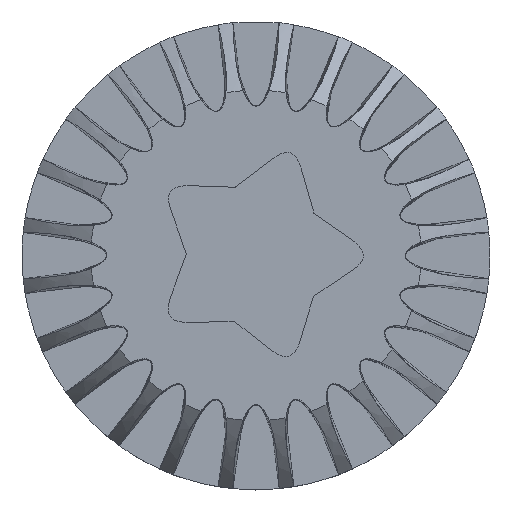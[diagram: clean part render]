
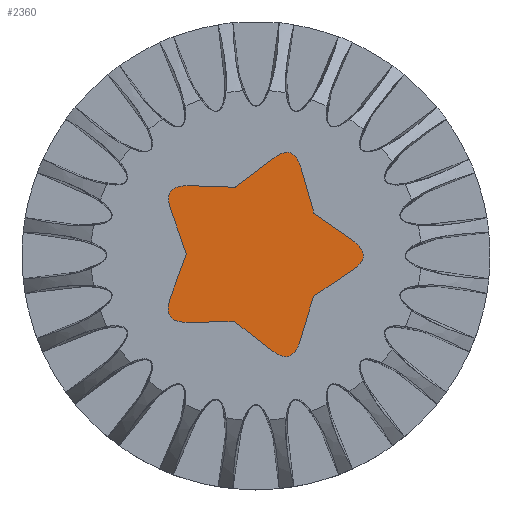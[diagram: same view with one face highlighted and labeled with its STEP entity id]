
A CAD part, top view. The second image highlights one B-rep face of the part: STEP entity #2360.
In plain terms, the highlighted planar face has unit normal (0, 0, 1).
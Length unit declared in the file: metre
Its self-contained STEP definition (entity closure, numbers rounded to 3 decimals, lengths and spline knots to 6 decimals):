
#193=B_SPLINE_CURVE_WITH_KNOTS('',2,(#4476,#4477,#4478),.UNSPECIFIED.,.F.,
 .F.,(3,3),(0.,1.),.PIECEWISE_BEZIER_KNOTS.);
#195=B_SPLINE_CURVE_WITH_KNOTS('',2,(#4511,#4512,#4513),.UNSPECIFIED.,.F.,
 .F.,(3,3),(0.,1.),.PIECEWISE_BEZIER_KNOTS.);
#197=B_SPLINE_CURVE_WITH_KNOTS('',2,(#4546,#4547,#4548),.UNSPECIFIED.,.F.,
 .F.,(3,3),(0.,1.),.PIECEWISE_BEZIER_KNOTS.);
#199=B_SPLINE_CURVE_WITH_KNOTS('',2,(#4581,#4582,#4583),.UNSPECIFIED.,.F.,
 .F.,(3,3),(0.,1.),.PIECEWISE_BEZIER_KNOTS.);
#201=B_SPLINE_CURVE_WITH_KNOTS('',2,(#4616,#4617,#4618),.UNSPECIFIED.,.F.,
 .F.,(3,3),(0.,1.),.PIECEWISE_BEZIER_KNOTS.);
#304=LINE('',#4461,#442);
#308=LINE('',#4484,#446);
#312=LINE('',#4496,#450);
#316=LINE('',#4519,#454);
#320=LINE('',#4531,#458);
#324=LINE('',#4554,#462);
#328=LINE('',#4566,#466);
#332=LINE('',#4589,#470);
#336=LINE('',#4601,#474);
#339=LINE('',#4621,#477);
#442=VECTOR('',#3198,1.);
#446=VECTOR('',#3204,1.);
#450=VECTOR('',#3216,1.);
#454=VECTOR('',#3222,1.);
#458=VECTOR('',#3234,1.);
#462=VECTOR('',#3240,1.);
#466=VECTOR('',#3252,1.);
#470=VECTOR('',#3258,1.);
#474=VECTOR('',#3270,1.);
#477=VECTOR('',#3275,1.);
#1158=ORIENTED_EDGE('',*,*,#1555,.T.);
#1159=ORIENTED_EDGE('',*,*,#1557,.T.);
#1160=ORIENTED_EDGE('',*,*,#1501,.F.);
#1161=ORIENTED_EDGE('',*,*,#1504,.T.);
#1162=ORIENTED_EDGE('',*,*,#1507,.T.);
#1163=ORIENTED_EDGE('',*,*,#1510,.T.);
#1164=ORIENTED_EDGE('',*,*,#1513,.F.);
#1165=ORIENTED_EDGE('',*,*,#1516,.T.);
#1166=ORIENTED_EDGE('',*,*,#1519,.F.);
#1167=ORIENTED_EDGE('',*,*,#1522,.T.);
#1168=ORIENTED_EDGE('',*,*,#1525,.F.);
#1169=ORIENTED_EDGE('',*,*,#1528,.T.);
#1170=ORIENTED_EDGE('',*,*,#1531,.F.);
#1171=ORIENTED_EDGE('',*,*,#1534,.T.);
#1172=ORIENTED_EDGE('',*,*,#1537,.F.);
#1173=ORIENTED_EDGE('',*,*,#1540,.T.);
#1174=ORIENTED_EDGE('',*,*,#1543,.T.);
#1175=ORIENTED_EDGE('',*,*,#1546,.T.);
#1176=ORIENTED_EDGE('',*,*,#1549,.F.);
#1177=ORIENTED_EDGE('',*,*,#1552,.T.);
#1501=EDGE_CURVE('',#1759,#1757,#1893,.T.);
#1504=EDGE_CURVE('',#1759,#1761,#304,.T.);
#1507=EDGE_CURVE('',#1761,#1763,#193,.T.);
#1510=EDGE_CURVE('',#1763,#1765,#308,.T.);
#1513=EDGE_CURVE('',#1767,#1765,#1895,.T.);
#1516=EDGE_CURVE('',#1767,#1769,#312,.T.);
#1519=EDGE_CURVE('',#1771,#1769,#195,.T.);
#1522=EDGE_CURVE('',#1771,#1773,#316,.T.);
#1525=EDGE_CURVE('',#1775,#1773,#1897,.T.);
#1528=EDGE_CURVE('',#1775,#1777,#320,.T.);
#1531=EDGE_CURVE('',#1779,#1777,#197,.T.);
#1534=EDGE_CURVE('',#1779,#1781,#324,.T.);
#1537=EDGE_CURVE('',#1783,#1781,#1899,.T.);
#1540=EDGE_CURVE('',#1783,#1785,#328,.T.);
#1543=EDGE_CURVE('',#1785,#1787,#199,.T.);
#1546=EDGE_CURVE('',#1787,#1789,#332,.T.);
#1549=EDGE_CURVE('',#1791,#1789,#1901,.T.);
#1552=EDGE_CURVE('',#1791,#1793,#336,.T.);
#1555=EDGE_CURVE('',#1793,#1795,#201,.T.);
#1557=EDGE_CURVE('',#1795,#1757,#339,.T.);
#1757=VERTEX_POINT('',#4450);
#1759=VERTEX_POINT('',#4454);
#1761=VERTEX_POINT('',#4460);
#1763=VERTEX_POINT('',#4475);
#1765=VERTEX_POINT('',#4483);
#1767=VERTEX_POINT('',#4489);
#1769=VERTEX_POINT('',#4495);
#1771=VERTEX_POINT('',#4510);
#1773=VERTEX_POINT('',#4518);
#1775=VERTEX_POINT('',#4524);
#1777=VERTEX_POINT('',#4530);
#1779=VERTEX_POINT('',#4545);
#1781=VERTEX_POINT('',#4553);
#1783=VERTEX_POINT('',#4559);
#1785=VERTEX_POINT('',#4565);
#1787=VERTEX_POINT('',#4580);
#1789=VERTEX_POINT('',#4588);
#1791=VERTEX_POINT('',#4594);
#1793=VERTEX_POINT('',#4600);
#1795=VERTEX_POINT('',#4615);
#1893=CIRCLE('',#2613,0.000058);
#1895=CIRCLE('',#2618,0.00005);
#1897=CIRCLE('',#2623,0.00005);
#1899=CIRCLE('',#2628,0.000048);
#1901=CIRCLE('',#2633,0.000053);
#2036=EDGE_LOOP('',(#1158,#1159,#1160,#1161,#1162,#1163,#1164,#1165,#1166,
#1167,#1168,#1169,#1170,#1171,#1172,#1173,#1174,#1175,#1176,#1177));
#2172=FACE_BOUND('',#2036,.T.);
#2230=PLANE('',#2636);
#2360=ADVANCED_FACE('',(#2172),#2230,.T.);
#2613=AXIS2_PLACEMENT_3D('',#4455,#3192,#3193);
#2618=AXIS2_PLACEMENT_3D('',#4490,#3210,#3211);
#2623=AXIS2_PLACEMENT_3D('',#4525,#3228,#3229);
#2628=AXIS2_PLACEMENT_3D('',#4560,#3246,#3247);
#2633=AXIS2_PLACEMENT_3D('',#4595,#3264,#3265);
#2636=AXIS2_PLACEMENT_3D('',#4622,#3276,#3277);
#3192=DIRECTION('',(0.,0.,1.));
#3193=DIRECTION('',(1.,0.,0.));
#3198=DIRECTION('',(0.828,0.56,0.));
#3204=DIRECTION('',(-0.821,0.571,0.));
#3210=DIRECTION('',(0.,0.,1.));
#3211=DIRECTION('',(1.,0.,0.));
#3216=DIRECTION('',(-0.275,0.961,0.));
#3222=DIRECTION('',(-0.796,-0.605,0.));
#3228=DIRECTION('',(0.,0.,1.));
#3229=DIRECTION('',(1.,0.,0.));
#3234=DIRECTION('',(-0.999,0.035,0.));
#3240=DIRECTION('',(0.328,-0.945,0.));
#3246=DIRECTION('',(0.,0.,1.));
#3247=DIRECTION('',(1.,0.,0.));
#3252=DIRECTION('',(-0.341,-0.94,0.));
#3258=DIRECTION('',(1.,0.02,0.));
#3264=DIRECTION('',(0.,0.,1.));
#3265=DIRECTION('',(1.,0.,0.));
#3270=DIRECTION('',(0.788,-0.616,0.));
#3275=DIRECTION('',(0.289,0.957,0.));
#3276=DIRECTION('',(0.,0.,1.));
#3277=DIRECTION('',(1.,0.,0.));
#4450=CARTESIAN_POINT('',(0.002206,-0.001596,0.015));
#4454=CARTESIAN_POINT('',(0.002226,-0.00157,0.015));
#4455=CARTESIAN_POINT('',(0.002261,-0.001616,0.015));
#4460=CARTESIAN_POINT('',(0.003706,-0.000569,0.015));
#4461=CARTESIAN_POINT('',(0.002966,-0.001069,0.015));
#4475=CARTESIAN_POINT('',(0.003716,0.00058,0.015));
#4476=CARTESIAN_POINT('',(0.003706,-0.000569,0.015));
#4477=CARTESIAN_POINT('',(0.004546,-0.000023,0.015));
#4478=CARTESIAN_POINT('',(0.003716,0.00058,0.015));
#4483=CARTESIAN_POINT('',(0.002248,0.001602,0.015));
#4484=CARTESIAN_POINT('',(0.002982,0.001091,0.015));
#4489=CARTESIAN_POINT('',(0.002228,0.001629,0.015));
#4490=CARTESIAN_POINT('',(0.002276,0.001643,0.015));
#4495=CARTESIAN_POINT('',(0.001735,0.00335,0.015));
#4496=CARTESIAN_POINT('',(0.001982,0.00249,0.015));
#4510=CARTESIAN_POINT('',(0.000647,0.003713,0.015));
#4511=CARTESIAN_POINT('',(0.000647,0.003713,0.015));
#4512=CARTESIAN_POINT('',(0.001444,0.004353,0.015));
#4513=CARTESIAN_POINT('',(0.001735,0.00335,0.015));
#4518=CARTESIAN_POINT('',(-0.000777,0.002631,0.015));
#4519=CARTESIAN_POINT('',(-0.000065,0.003172,0.015));
#4524=CARTESIAN_POINT('',(-0.000808,0.002621,0.015));
#4525=CARTESIAN_POINT('',(-0.000807,0.002672,0.015));
#4530=CARTESIAN_POINT('',(-0.002595,0.002683,0.015));
#4531=CARTESIAN_POINT('',(-0.001702,0.002652,0.015));
#4545=CARTESIAN_POINT('',(-0.003275,0.001759,0.015));
#4546=CARTESIAN_POINT('',(-0.003275,0.001759,0.015));
#4547=CARTESIAN_POINT('',(-0.003627,0.002683,0.015));
#4548=CARTESIAN_POINT('',(-0.002595,0.002683,0.015));
#4553=CARTESIAN_POINT('',(-0.002688,0.000068,0.015));
#4554=CARTESIAN_POINT('',(-0.002982,0.000914,0.015));
#4559=CARTESIAN_POINT('',(-0.002689,0.000035,0.015));
#4560=CARTESIAN_POINT('',(-0.002734,0.000053,0.015));
#4565=CARTESIAN_POINT('',(-0.003299,-0.001647,0.015));
#4566=CARTESIAN_POINT('',(-0.002994,-0.000806,0.015));
#4580=CARTESIAN_POINT('',(-0.002632,-0.002581,0.015));
#4581=CARTESIAN_POINT('',(-0.003299,-0.001647,0.015));
#4582=CARTESIAN_POINT('',(-0.003634,-0.002581,0.015));
#4583=CARTESIAN_POINT('',(-0.002632,-0.002581,0.015));
#4588=CARTESIAN_POINT('',(-0.000844,-0.002544,0.015));
#4589=CARTESIAN_POINT('',(-0.001738,-0.002562,0.015));
#4594=CARTESIAN_POINT('',(-0.000814,-0.002555,0.015));
#4595=CARTESIAN_POINT('',(-0.000846,-0.002597,0.015));
#4600=CARTESIAN_POINT('',(0.000595,-0.003657,0.015));
#4601=CARTESIAN_POINT('',(-0.000109,-0.003106,0.015));
#4615=CARTESIAN_POINT('',(0.001688,-0.003309,0.015));
#4616=CARTESIAN_POINT('',(0.000595,-0.003657,0.015));
#4617=CARTESIAN_POINT('',(0.001391,-0.004274,0.015));
#4618=CARTESIAN_POINT('',(0.001688,-0.003309,0.015));
#4621=CARTESIAN_POINT('',(0.001947,-0.002453,0.015));
#4622=CARTESIAN_POINT('',(0.,0.,0.015));
